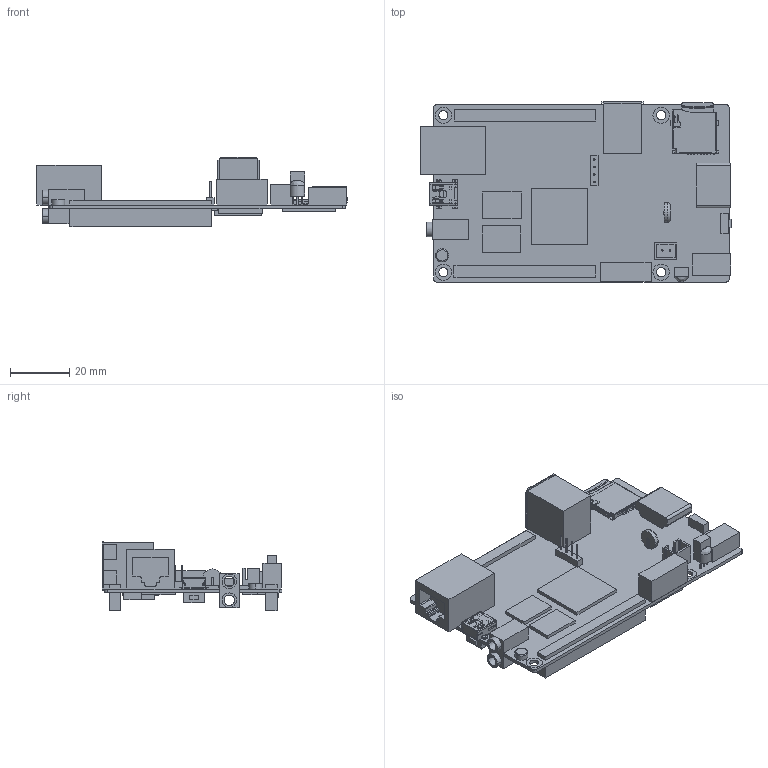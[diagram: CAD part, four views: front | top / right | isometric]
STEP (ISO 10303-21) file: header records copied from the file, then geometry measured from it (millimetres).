
FILE_DESCRIPTION((''),'2;1');
FILE_NAME('PCB-ALL_ASM','2016-07-28T',('Administrator'),(''),'PRO/ENGINEER BY PARAMETRIC TECHNOLOGY CORPORATION, 2008020','PRO/ENGINEER BY PARAMETRIC TECHNOLOGY CORPORATION, 2008020','');
FILE_SCHEMA(('CONFIG_CONTROL_DESIGN'));
Length unit declared in the file: millimetre
Products named in the file (5): PCB; HMT-TF09-WH185; MSBR-3; HMT-USB-00810-005; PCB-ALL_ASM
Assembly tree (4 placements, depth 2):
  PCB-ALL_ASM
    PCB
    HMT-TF09-WH185
    MSBR-3
    HMT-USB-00810-005
Bounding box: 104.97 x 60.86 x 23.4 mm (x, y, z)
Volume: 22602 mm3; surface area: 22659.5 mm2
Topology: 5 solids, 11 shells, 2013 faces, 5512 edges, 3553 vertices
Faces by surface type: plane 1523, cylinder 428, bspline 29, cone 16, torus 9, extrusion 6, sphere 2
Entity records: 64142 total; most frequent: CARTESIAN_POINT 12468, ORIENTED_EDGE 10998, DIRECTION 10262, EDGE_CURVE 5509, VECTOR 4508, LINE 4502, VERTEX_POINT 3553, AXIS2_PLACEMENT_3D 2877
